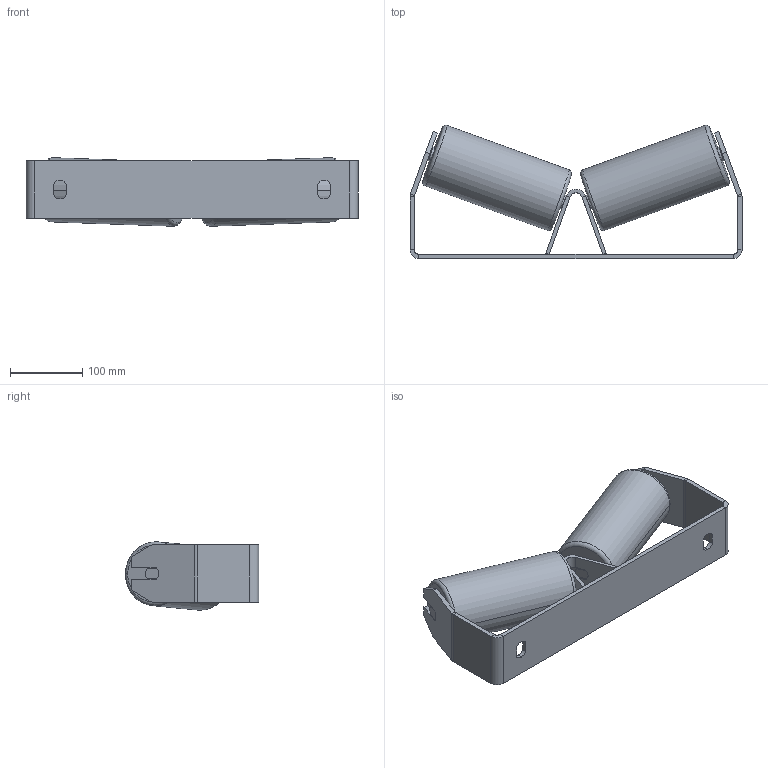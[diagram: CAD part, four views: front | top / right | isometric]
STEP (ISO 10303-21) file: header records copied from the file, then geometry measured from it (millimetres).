
FILE_DESCRIPTION (( 'STEP AP214' ), '1' );
FILE_NAME ('Support SNLM Vé 53300 E73 6 B300 20° avec pincement.step', '2020-02-20T08:51:44', ( '' ), ( '' ), 'SwSTEP 2.0', 'SolidWorks 2019', '' );
FILE_SCHEMA (( 'AUTOMOTIVE_DESIGN' ));
Length unit declared in the file: millimetre
Products named in the file (1): Support SNLM Vé 53300 E73 6 B300 20° avec pincement
Bounding box: 460 x 184.69 x 94.98 mm (x, y, z)
Volume: 955792.9 mm3; surface area: 423498.8 mm2
Topology: 4 solids, 6 shells, 232 faces, 577 edges, 370 vertices
Faces by surface type: plane 161, cylinder 46, bspline 17, torus 8
Entity records: 6994 total; most frequent: CARTESIAN_POINT 1401, ORIENTED_EDGE 1154, DIRECTION 1101, EDGE_CURVE 577, LINE 417, VECTOR 417, VERTEX_POINT 370, AXIS2_PLACEMENT_3D 342
